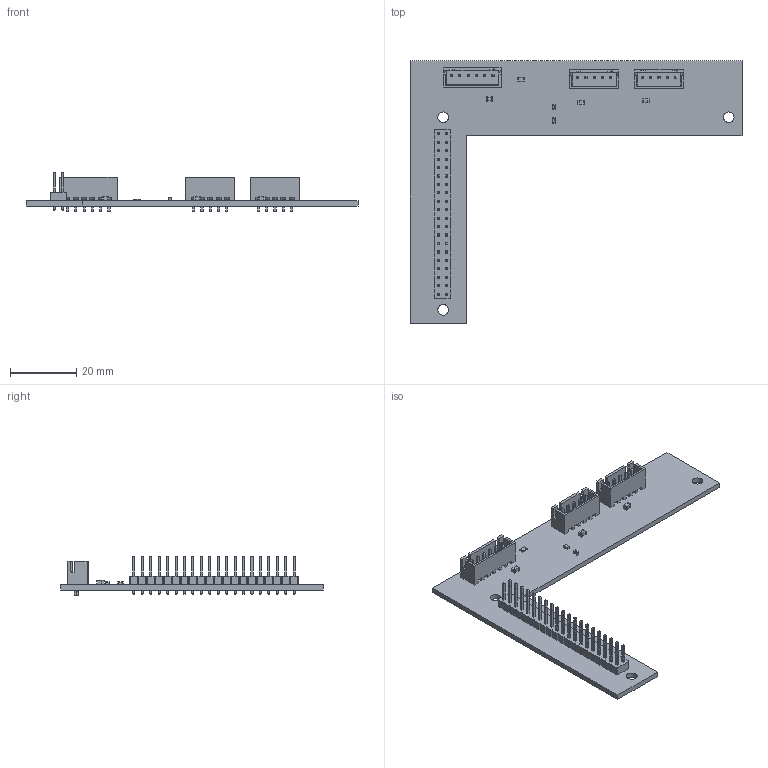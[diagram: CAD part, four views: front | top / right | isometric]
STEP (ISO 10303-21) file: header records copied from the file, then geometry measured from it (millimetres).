
FILE_DESCRIPTION(('KiCad electronic assembly'),'2;1');
FILE_NAME('GPIO_board.step','2024-06-24T21:47:47',('Pcbnew'),('Kicad'), 'Open CASCADE STEP processor 7.7','KiCad to STEP converter','Unknown' );
FILE_SCHEMA(('AUTOMOTIVE_DESIGN { 1 0 10303 214 1 1 1 1 }'));
Length unit declared in the file: millimetre
Products named in the file (14): GPIO_board 1; C_0603_1608Metric; JST_XH_B5B-XH-A_1x05_P2.50mm_Vertical; JST_B5B_XH_A; JST_XH_B6B-XH-A_1x06_P2.50mm_Vertical; JST_B6B_XH_A; C_0805_2012Metric; PinHeader_2x20_P2.54mm_Vertical; PinHeader_2x20_P254mm_Vertical; R_0805_2012Metric; GPIO_board_PCB
Assembly tree (17 placements, depth 3):
  GPIO_board 1
    C_0603_1608Metric  x2
      C_0603_1608Metric
    JST_XH_B5B-XH-A_1x05_P2.50mm_Vertical  x2
      JST_B5B_XH_A
    JST_XH_B6B-XH-A_1x06_P2.50mm_Vertical
      JST_B6B_XH_A
    C_0805_2012Metric  x3
      C_0805_2012Metric
    PinHeader_2x20_P2.54mm_Vertical
      PinHeader_2x20_P254mm_Vertical
    R_0805_2012Metric
      R_0805_2012Metric
    GPIO_board_PCB
Bounding box: 100 x 79 x 11.94 mm (x, y, z)
Volume: 6760.7 mm3; surface area: 11318.6 mm2
Topology: 11 solids, 11 shells, 1596 faces, 3922 edges, 2470 vertices
Faces by surface type: plane 1457, cylinder 139
Full cylindrical faces by diameter (mm): 0.95 x16, 1 x40, 3.2 x3
Entity records: 47776 total; most frequent: CARTESIAN_POINT 6700, ORIENTED_EDGE 6562, DIRECTION 6209, EDGE_CURVE 3281, LINE 3083, VECTOR 3083, VERTEX_POINT 2054, FACE_BOUND 1571
